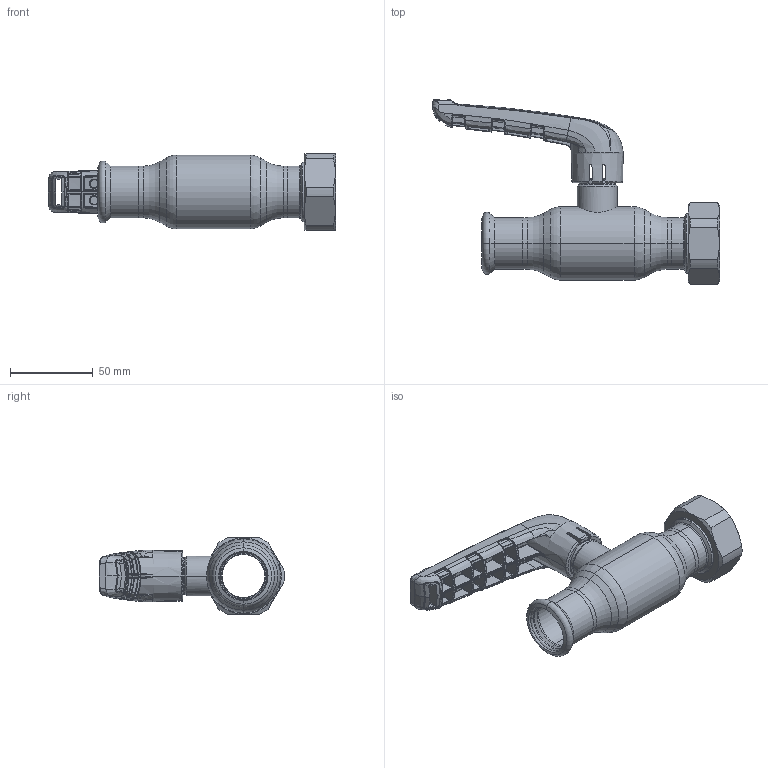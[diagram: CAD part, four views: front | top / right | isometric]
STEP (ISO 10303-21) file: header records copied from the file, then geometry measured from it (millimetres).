
FILE_DESCRIPTION (( 'STEP AP214' ), '1' );
FILE_NAME ('XPR21400 DN25 G1 14 x 28.step', '2018-09-27T09:15:03', ( '' ), ( '' ), 'SwSTEP 2.0', 'SolidWorks 2017', '' );
FILE_SCHEMA (( 'AUTOMOTIVE_DESIGN' ));
Length unit declared in the file: millimetre
Products named in the file (1): XPR21400 DN25 G1 14 x 28
Bounding box: 173.47 x 112.09 x 46 mm (x, y, z)
Surface area: 46356.2 mm2 (no closed solid volume)
Topology: 0 solids, 11 shells, 756 faces, 2492 edges, 1636 vertices
Faces by surface type: bspline 585, plane 57, cylinder 48, cone 37, torus 23, sphere 6
Entity records: 59467 total; most frequent: CARTESIAN_POINT 35147, ORIENTED_EDGE 4050, EDGE_CURVE 2488, B_SPLINE_CURVE_WITH_KNOTS 1718, DIRECTION 1712, VERTEX_POINT 1636, EDGE_LOOP 780, AXIS2_PLACEMENT_3D 772
